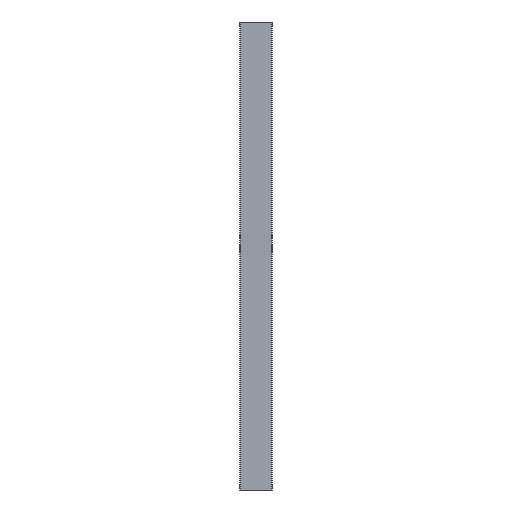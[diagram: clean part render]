
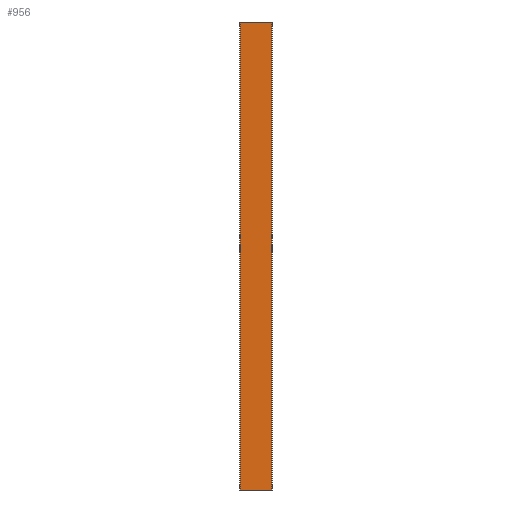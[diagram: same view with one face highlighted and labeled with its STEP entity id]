
A CAD part, front view. The second image highlights one B-rep face of the part: STEP entity #956.
In plain terms, the highlighted planar face has unit normal (0, -1, 0).
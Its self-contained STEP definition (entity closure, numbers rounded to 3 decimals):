
#39 = CARTESIAN_POINT ( 'NONE',  ( 104., 0., 1500. ) ) ;
#49 = DIRECTION ( 'NONE',  ( 0., 0., -1. ) ) ;
#70 = EDGE_CURVE ( 'NONE', #310, #1405, #1354, .T. ) ;
#77 = CARTESIAN_POINT ( 'NONE',  ( -102., 0., -1500. ) ) ;
#125 = CARTESIAN_POINT ( 'NONE',  ( -102., 0., 1500. ) ) ;
#160 = EDGE_LOOP ( 'NONE', ( #1352, #1880, #1891, #602 ) ) ;
#183 = EDGE_CURVE ( 'NONE', #619, #372, #1597, .T. ) ;
#288 = LINE ( 'NONE', #942, #1385 ) ;
#310 = VERTEX_POINT ( 'NONE', #125 ) ;
#372 = VERTEX_POINT ( 'NONE', #382 ) ;
#382 = CARTESIAN_POINT ( 'NONE',  ( 102., 0., -1500. ) ) ;
#409 = EDGE_CURVE ( 'NONE', #372, #1405, #288, .T. ) ;
#415 = VECTOR ( 'NONE', #1253, 1000. ) ;
#539 = VECTOR ( 'NONE', #1778, 1000. ) ;
#602 = ORIENTED_EDGE ( 'NONE', *, *, #70, .T. ) ;
#619 = VERTEX_POINT ( 'NONE', #1317 ) ;
#735 = DIRECTION ( 'NONE',  ( 0., 0., -1. ) ) ;
#752 = CARTESIAN_POINT ( 'NONE',  ( 104., 0., 1500. ) ) ;
#800 = PLANE ( 'NONE',  #1019 ) ;
#807 = CARTESIAN_POINT ( 'NONE',  ( 102., 0., 1500. ) ) ;
#942 = CARTESIAN_POINT ( 'NONE',  ( 104., 0., -1500. ) ) ;
#956 = ADVANCED_FACE ( 'NONE', ( #1132 ), #800, .T. ) ;
#957 = DIRECTION ( 'NONE',  ( 0., -1., 0. ) ) ;
#1019 = AXIS2_PLACEMENT_3D ( 'NONE', #39, #957, #49 ) ;
#1105 = DIRECTION ( 'NONE',  ( -1., 0., 0. ) ) ;
#1132 = FACE_OUTER_BOUND ( 'NONE', #160, .T. ) ;
#1186 = CARTESIAN_POINT ( 'NONE',  ( -102., 0., 1500. ) ) ;
#1253 = DIRECTION ( 'NONE',  ( 0., 0., -1. ) ) ;
#1317 = CARTESIAN_POINT ( 'NONE',  ( 102., 0., 1500. ) ) ;
#1352 = ORIENTED_EDGE ( 'NONE', *, *, #409, .F. ) ;
#1354 = LINE ( 'NONE', #1186, #1482 ) ;
#1385 = VECTOR ( 'NONE', #1105, 1000. ) ;
#1405 = VERTEX_POINT ( 'NONE', #77 ) ;
#1482 = VECTOR ( 'NONE', #735, 1000. ) ;
#1597 = LINE ( 'NONE', #807, #415 ) ;
#1725 = LINE ( 'NONE', #752, #539 ) ;
#1778 = DIRECTION ( 'NONE',  ( -1., 0., 0. ) ) ;
#1880 = ORIENTED_EDGE ( 'NONE', *, *, #183, .F. ) ;
#1891 = ORIENTED_EDGE ( 'NONE', *, *, #1898, .T. ) ;
#1898 = EDGE_CURVE ( 'NONE', #619, #310, #1725, .T. ) ;
